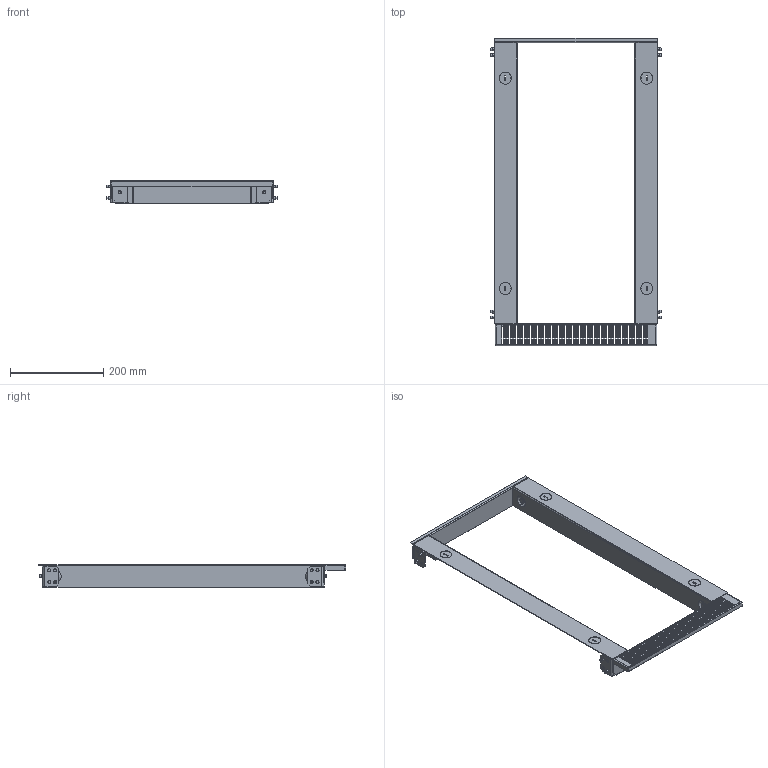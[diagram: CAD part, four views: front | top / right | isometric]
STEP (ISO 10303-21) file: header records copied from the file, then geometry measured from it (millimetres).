
FILE_DESCRIPTION(('STEP AP214'),'1');
FILE_NAME('cctmp_D12F38A7-4E4B-4D92-8AE8-99FD1654073C_2024_05_06_11_42_52_0440..stp','2024-05-06T09:42:53',('SIEMENS A&D'),('CADClick - www.CADClick.com'),'Spatial InterOp 3D',' ','unknown authorization');
FILE_SCHEMA(('AUTOMOTIVE_DESIGN'));
Length unit declared in the file: millimetre
Products named in the file (29): cc_unnamed; 2024_05_06_11_42_52_0424; 2024_05_06_11_42_52_0393; 2024_05_06_11_42_52_0362; 2024_05_06_11_42_52_0330; 2024_05_06_11_42_52_0299; 2024_05_06_11_42_52_0268; 2024_05_06_11_42_52_0237; 2024_05_06_11_42_52_0205; 2024_05_06_11_42_52_0174; 2024_05_06_11_42_52_0135; 2024_05_06_11_42_52_0104; 2024_05_06_11_42_52_0073; 2024_05_06_11_42_52_0042; 2024_05_06_11_42_52_0010; 2024_05_06_11_42_51_0979; 2024_05_06_11_42_51_0948; 2024_05_06_11_42_51_0917; 2024_05_06_11_42_51_0885; 2024_05_06_11_42_51_0854; 2024_05_06_11_42_51_0823; 2024_05_06_11_42_51_0792; 2024_05_06_11_42_51_0760; 2024_05_06_11_42_51_0729; 2024_05_06_11_42_51_0698; 2024_05_06_11_42_51_0635; 2024_05_06_11_42_51_0604; 2024_05_06_11_42_51_0573; 2024_05_06_11_42_51_0542
Assembly tree (28 placements, depth 2):
  cc_unnamed
    2024_05_06_11_42_52_0424
    2024_05_06_11_42_52_0393
    2024_05_06_11_42_52_0362
    2024_05_06_11_42_52_0330
    2024_05_06_11_42_52_0299
    2024_05_06_11_42_52_0268
    2024_05_06_11_42_52_0237
    2024_05_06_11_42_52_0205
    2024_05_06_11_42_52_0174
    2024_05_06_11_42_52_0135
    2024_05_06_11_42_52_0104
    2024_05_06_11_42_52_0073
    2024_05_06_11_42_52_0042
    2024_05_06_11_42_52_0010
    2024_05_06_11_42_51_0979
    2024_05_06_11_42_51_0948
    2024_05_06_11_42_51_0917
    2024_05_06_11_42_51_0885
    2024_05_06_11_42_51_0854
    2024_05_06_11_42_51_0823
    2024_05_06_11_42_51_0792
    2024_05_06_11_42_51_0760
    2024_05_06_11_42_51_0729
    2024_05_06_11_42_51_0698
    2024_05_06_11_42_51_0635
    2024_05_06_11_42_51_0604
    2024_05_06_11_42_51_0573
    2024_05_06_11_42_51_0542
Bounding box: 366 x 660 x 48 mm (x, y, z)
Volume: 288029.2 mm3; surface area: 387932.3 mm2
Topology: 28 solids, 28 shells, 788 faces, 2012 edges, 1316 vertices
Faces by surface type: plane 478, cylinder 230, cone 80
Entity records: 31382 total; most frequent: DIRECTION 4206, CARTESIAN_POINT 4145, ORIENTED_EDGE 4024, EDGE_CURVE 2012, LINE 1452, VECTOR 1452, AXIS2_PLACEMENT_3D 1377, VERTEX_POINT 1316
